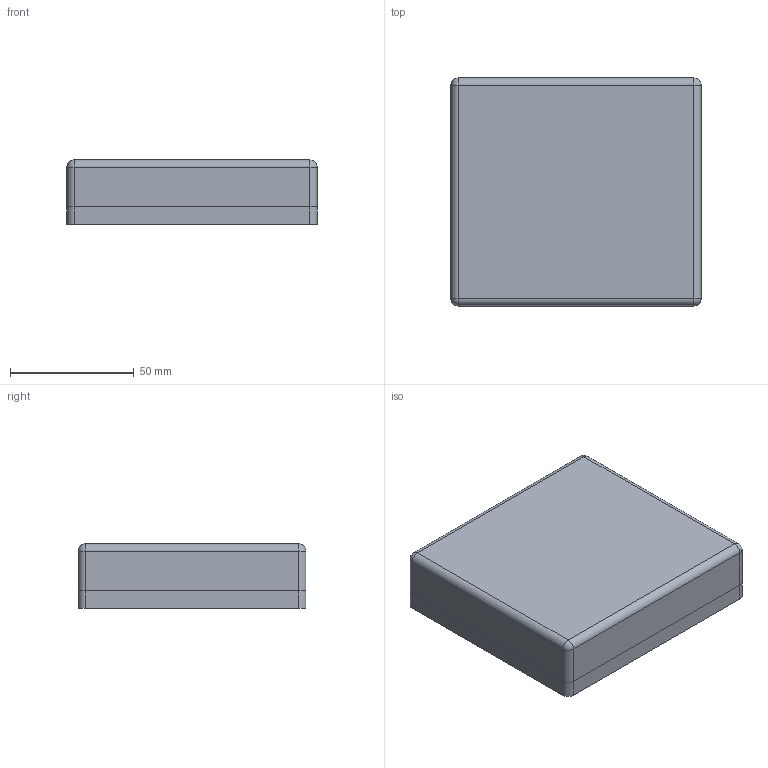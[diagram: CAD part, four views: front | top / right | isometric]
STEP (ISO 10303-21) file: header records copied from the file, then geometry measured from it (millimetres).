
FILE_DESCRIPTION(/* description */ (''),/* implementation_level */ '2;1');
FILE_NAME(/* name */ 'T-POE-Pro v4.step',/* time_stamp */ '2025-06-05T20:34:43+02:00',/* author */ (''),/* organization */ (''),/* preprocessor_version */ 'ST-DEVELOPER v20.1',/* originating_system */ 'Autodesk Translation Framework v14.10.0.0',/* authorisation */ '');
FILE_SCHEMA (('AUTOMOTIVE_DESIGN { 1 0 10303 214 3 1 1 }'));
Length unit declared in the file: millimetre
Products named in the file (140): T-POE-Pro; LC_0402_C_1; XTAL3225_2; HR913129A__3; LC_0402_R_4; LC_0402_R_5; LC_0402_R_6; LC_0402_R_7; LC_0402_R_8; LC_1206_9; LC_0402_C_10; LC_0402_C_11; LC_0402_C_12; LC_0402_C_13; LC_0805_C_14; LC_0805_C_15; LC_0402_C_16; LC_0402_R_18; LC_0402_R_19; SOT_363_20; LC_0805_C_21; LC_0603_C_22; LC_0402_R_23; LC_0402_C_24; LC_0402_R_25; LC_0402_R_26; LC_0402_C_27; DO_214AC_28; QFN_24_L4_0_W4_0_P0_50_BL_EP2_6_29; LC_0402_R_30; SOIC_8_L4_9_W3_9_P1_27_LS6_0_BL_31; QFN_25_32; LC_0402_R_33; LC_0402_R_34; LC_0402_R_35; LC_0402_R_36; LC_0402_R_37; LC_0402_R_38; LC_0402_R_39; LC_0402_R_40 ...
Assembly tree (139 placements, depth 2):
  T-POE-Pro
    LC_0402_C_1
    XTAL3225_2
    HR913129A__3
    LC_0402_R_4
    LC_0402_R_5
    LC_0402_R_6
    LC_0402_R_7
    LC_0402_R_8
    LC_1206_9
    LC_0402_C_10
    LC_0402_C_11
    LC_0402_C_12
    LC_0402_C_13
    LC_0805_C_14
    LC_0805_C_15
    LC_0402_C_16
    LC_0402_R_18
    LC_0402_R_19
    SOT_363_20
    LC_0805_C_21
    LC_0603_C_22
    LC_0402_R_23
    LC_0402_C_24
    LC_0402_R_25
    LC_0402_R_26
    LC_0402_C_27
    DO_214AC_28
    QFN_24_L4_0_W4_0_P0_50_BL_EP2_6_29
    LC_0402_R_30
    SOIC_8_L4_9_W3_9_P1_27_LS6_0_BL_31
    QFN_25_32
    LC_0402_R_33
    LC_0402_R_34
    LC_0402_R_35
    LC_0402_R_36
    LC_0402_R_37
    LC_0402_R_38
    LC_0402_R_39
    LC_0402_R_40
    LC_0402_R_41
    LC_0603_C_42
    LC_0603_C_43
    CONN_TH_4P_P3_96_HT396R_3_96_4P_44
    LC_0402_C_45
    LC_0402_C_46
    LC_1210_C_47
    LC_0402_C_48
    LC_0402_C_49
    TSOT_23_8_L2_9_W1_6_P0_65_LS2_8_BR_50
    LC_0402_C_51
    LC_0805_C_52
    LC_0603_C_53
    CAP_TH_BD10_0_P5_00_D1_0_FD_54
    LC_0805_C_55
    LC_0603_C_56
    LC_0603_C_57
    LC_0805_C_58
    LC_0805_C_59
    LC_0603_C_60
Bounding box: 101.09 x 92.05 x 25.9 mm (x, y, z)
Volume: 56041.9 mm3; surface area: 54153.3 mm2
Topology: 2 solids, 2 shells, 105 faces, 258 edges, 168 vertices
Faces by surface type: plane 77, cylinder 24, sphere 4
Full cylindrical faces by diameter (mm): 3 x8, 6 x4
Entity records: 7410 total; most frequent: DIRECTION 1074, CARTESIAN_POINT 810, ORIENTED_EDGE 516, AXIS2_PLACEMENT_3D 432, PRODUCT_DEFINITION_SHAPE 279, DERIVED_UNIT_ELEMENT 278, PROPERTY_DEFINITION_REPRESENTATION 278, REPRESENTATION 278
